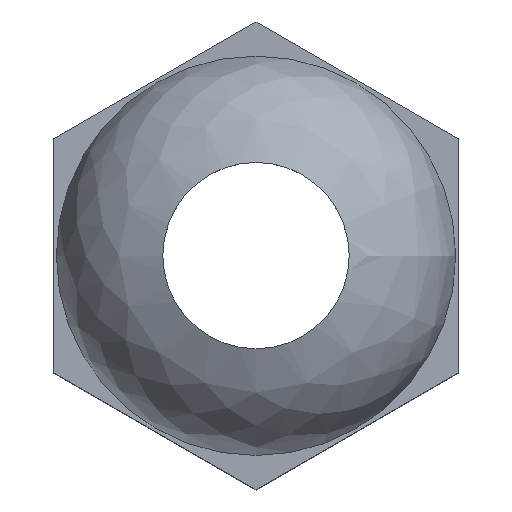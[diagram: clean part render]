
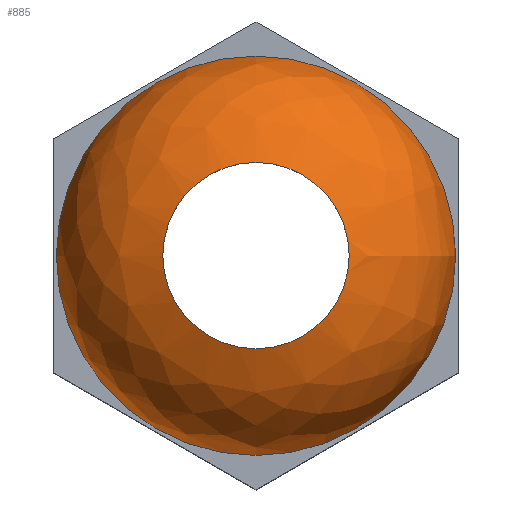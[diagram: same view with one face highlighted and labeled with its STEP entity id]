
A CAD part, top view. The second image highlights one B-rep face of the part: STEP entity #885.
In plain terms, the highlighted free-form (B-spline) face has degree [2, 2] with [7, 9] control points.
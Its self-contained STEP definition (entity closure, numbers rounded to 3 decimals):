
#14=(
BOUNDED_CURVE()
B_SPLINE_CURVE(2,(#4439,#4440,#4441,#4442,#4443),.UNSPECIFIED.,.F.,.F.)
B_SPLINE_CURVE_WITH_KNOTS((3,2,3),(0.,0.645,
1.29),.UNSPECIFIED.)
CURVE()
GEOMETRIC_REPRESENTATION_ITEM()
RATIONAL_B_SPLINE_CURVE((0.9,0.9,1.,0.9,
0.9))
REPRESENTATION_ITEM('')
);
#16=(
BOUNDED_SURFACE()
B_SPLINE_SURFACE(2,2,((#4376,#4377,#4378,#4379,#4380,#4381,#4382,#4383,
#4384),(#4385,#4386,#4387,#4388,#4389,#4390,#4391,#4392,#4393),(#4394,#4395,
#4396,#4397,#4398,#4399,#4400,#4401,#4402),(#4403,#4404,#4405,#4406,#4407,
#4408,#4409,#4410,#4411),(#4412,#4413,#4414,#4415,#4416,#4417,#4418,#4419,
#4420),(#4421,#4422,#4423,#4424,#4425,#4426,#4427,#4428,#4429),(#4430,#4431,
#4432,#4433,#4434,#4435,#4436,#4437,#4438)),.UNSPECIFIED.,.F.,.T.,.F.)
B_SPLINE_SURFACE_WITH_KNOTS((3,2,2,3),(3,2,2,2,3),(-1.934,-0.645,
0.645,1.934),(0.,1.571,3.142,
4.712,6.283),.UNSPECIFIED.)
GEOMETRIC_REPRESENTATION_ITEM()
RATIONAL_B_SPLINE_SURFACE(((1.,0.707,1.,0.707,1.,
0.707,1.,0.707,1.),(0.799,0.565,
0.799,0.565,0.799,0.565,0.799,
0.565,0.799),(1.,0.707,1.,0.707,
1.,0.707,1.,0.707,1.),(0.799,0.565,
0.799,0.565,0.799,0.565,
0.799,0.565,0.799),(1.,0.707,
1.,0.707,1.,0.707,1.,0.707,1.),(0.799,
0.565,0.799,0.565,0.799,0.565,
0.799,0.565,0.799),(1.,0.707,
1.,0.707,1.,0.707,1.,0.707,1.)))
REPRESENTATION_ITEM('')
SURFACE()
);
#96=FACE_OUTER_BOUND('',#150,.T.);
#150=EDGE_LOOP('',(#807,#808,#809,#810,#811));
#163=CIRCLE('',#954,7.096);
#166=CIRCLE('',#959,3.311);
#167=CIRCLE('',#960,3.311);
#417=VERTEX_POINT('',#4295);
#420=VERTEX_POINT('',#4371);
#421=VERTEX_POINT('',#4372);
#544=EDGE_CURVE('',#417,#417,#163,.T.);
#548=EDGE_CURVE('',#420,#421,#166,.F.);
#550=EDGE_CURVE('',#421,#420,#167,.F.);
#551=EDGE_CURVE('',#417,#421,#14,.T.);
#807=ORIENTED_EDGE('',*,*,#544,.F.);
#808=ORIENTED_EDGE('',*,*,#551,.T.);
#809=ORIENTED_EDGE('',*,*,#550,.T.);
#810=ORIENTED_EDGE('',*,*,#548,.T.);
#811=ORIENTED_EDGE('',*,*,#551,.F.);
#885=ADVANCED_FACE('',(#96),#16,.F.);
#954=AXIS2_PLACEMENT_3D('',#4296,#1125,#1126);
#959=AXIS2_PLACEMENT_3D('',#4373,#1135,#1136);
#960=AXIS2_PLACEMENT_3D('',#4375,#1138,#1139);
#1125=DIRECTION('center_axis',(0.,0.,-1.));
#1126=DIRECTION('ref_axis',(1.,0.,0.));
#1135=DIRECTION('center_axis',(0.,0.,1.));
#1136=DIRECTION('ref_axis',(0.,1.,0.));
#1138=DIRECTION('center_axis',(0.,0.,1.));
#1139=DIRECTION('ref_axis',(0.,1.,0.));
#4295=CARTESIAN_POINT('',(-8.056,0.388,29.406));
#4296=CARTESIAN_POINT('Origin',(-15.152,0.388,29.406));
#4371=CARTESIAN_POINT('',(-15.152,-2.923,33.98));
#4372=CARTESIAN_POINT('',(-11.841,0.388,33.98));
#4373=CARTESIAN_POINT('Origin',(-15.152,0.388,33.98));
#4375=CARTESIAN_POINT('Origin',(-15.152,0.388,33.98));
#4376=CARTESIAN_POINT('Ctrl Pts',(-15.152,0.388,33.855));
#4377=CARTESIAN_POINT('Ctrl Pts',(-15.152,0.388,33.855));
#4378=CARTESIAN_POINT('Ctrl Pts',(-15.152,0.388,33.855));
#4379=CARTESIAN_POINT('Ctrl Pts',(-15.152,0.388,33.855));
#4380=CARTESIAN_POINT('Ctrl Pts',(-15.152,0.388,33.855));
#4381=CARTESIAN_POINT('Ctrl Pts',(-15.152,0.388,33.855));
#4382=CARTESIAN_POINT('Ctrl Pts',(-15.152,0.388,33.855));
#4383=CARTESIAN_POINT('Ctrl Pts',(-15.152,0.388,33.855));
#4384=CARTESIAN_POINT('Ctrl Pts',(-15.152,0.388,33.855));
#4385=CARTESIAN_POINT('Ctrl Pts',(-11.472,0.388,35.127));
#4386=CARTESIAN_POINT('Ctrl Pts',(-11.472,-3.292,35.127));
#4387=CARTESIAN_POINT('Ctrl Pts',(-15.152,-3.292,35.127));
#4388=CARTESIAN_POINT('Ctrl Pts',(-18.832,-3.292,35.127));
#4389=CARTESIAN_POINT('Ctrl Pts',(-18.832,0.388,35.127));
#4390=CARTESIAN_POINT('Ctrl Pts',(-18.832,4.068,35.127));
#4391=CARTESIAN_POINT('Ctrl Pts',(-15.152,4.068,35.127));
#4392=CARTESIAN_POINT('Ctrl Pts',(-11.472,4.068,35.127));
#4393=CARTESIAN_POINT('Ctrl Pts',(-11.472,0.388,35.127));
#4394=CARTESIAN_POINT('Ctrl Pts',(-9.107,0.388,32.266));
#4395=CARTESIAN_POINT('Ctrl Pts',(-9.107,-5.657,32.266));
#4396=CARTESIAN_POINT('Ctrl Pts',(-15.152,-5.657,32.266));
#4397=CARTESIAN_POINT('Ctrl Pts',(-21.197,-5.657,32.266));
#4398=CARTESIAN_POINT('Ctrl Pts',(-21.197,0.388,32.266));
#4399=CARTESIAN_POINT('Ctrl Pts',(-21.197,6.433,32.266));
#4400=CARTESIAN_POINT('Ctrl Pts',(-15.152,6.433,32.266));
#4401=CARTESIAN_POINT('Ctrl Pts',(-9.107,6.433,32.266));
#4402=CARTESIAN_POINT('Ctrl Pts',(-9.107,0.388,32.266));
#4403=CARTESIAN_POINT('Ctrl Pts',(-6.741,0.388,29.406));
#4404=CARTESIAN_POINT('Ctrl Pts',(-6.741,-8.023,29.406));
#4405=CARTESIAN_POINT('Ctrl Pts',(-15.152,-8.023,29.406));
#4406=CARTESIAN_POINT('Ctrl Pts',(-23.563,-8.023,29.406));
#4407=CARTESIAN_POINT('Ctrl Pts',(-23.563,0.388,29.406));
#4408=CARTESIAN_POINT('Ctrl Pts',(-23.563,8.799,29.406));
#4409=CARTESIAN_POINT('Ctrl Pts',(-15.152,8.799,29.406));
#4410=CARTESIAN_POINT('Ctrl Pts',(-6.741,8.799,29.406));
#4411=CARTESIAN_POINT('Ctrl Pts',(-6.741,0.388,29.406));
#4412=CARTESIAN_POINT('Ctrl Pts',(-9.107,0.388,26.546));
#4413=CARTESIAN_POINT('Ctrl Pts',(-9.107,-5.657,26.546));
#4414=CARTESIAN_POINT('Ctrl Pts',(-15.152,-5.657,26.546));
#4415=CARTESIAN_POINT('Ctrl Pts',(-21.197,-5.657,26.546));
#4416=CARTESIAN_POINT('Ctrl Pts',(-21.197,0.388,26.546));
#4417=CARTESIAN_POINT('Ctrl Pts',(-21.197,6.433,26.546));
#4418=CARTESIAN_POINT('Ctrl Pts',(-15.152,6.433,26.546));
#4419=CARTESIAN_POINT('Ctrl Pts',(-9.107,6.433,26.546));
#4420=CARTESIAN_POINT('Ctrl Pts',(-9.107,0.388,26.546));
#4421=CARTESIAN_POINT('Ctrl Pts',(-11.472,0.388,23.685));
#4422=CARTESIAN_POINT('Ctrl Pts',(-11.472,-3.292,23.685));
#4423=CARTESIAN_POINT('Ctrl Pts',(-15.152,-3.292,23.685));
#4424=CARTESIAN_POINT('Ctrl Pts',(-18.832,-3.292,23.685));
#4425=CARTESIAN_POINT('Ctrl Pts',(-18.832,0.388,23.685));
#4426=CARTESIAN_POINT('Ctrl Pts',(-18.832,4.068,23.685));
#4427=CARTESIAN_POINT('Ctrl Pts',(-15.152,4.068,23.685));
#4428=CARTESIAN_POINT('Ctrl Pts',(-11.472,4.068,23.685));
#4429=CARTESIAN_POINT('Ctrl Pts',(-11.472,0.388,23.685));
#4430=CARTESIAN_POINT('Ctrl Pts',(-15.152,0.388,24.957));
#4431=CARTESIAN_POINT('Ctrl Pts',(-15.152,0.388,24.957));
#4432=CARTESIAN_POINT('Ctrl Pts',(-15.152,0.388,24.957));
#4433=CARTESIAN_POINT('Ctrl Pts',(-15.152,0.388,24.957));
#4434=CARTESIAN_POINT('Ctrl Pts',(-15.152,0.388,24.957));
#4435=CARTESIAN_POINT('Ctrl Pts',(-15.152,0.388,24.957));
#4436=CARTESIAN_POINT('Ctrl Pts',(-15.152,0.388,24.957));
#4437=CARTESIAN_POINT('Ctrl Pts',(-15.152,0.388,24.957));
#4438=CARTESIAN_POINT('Ctrl Pts',(-15.152,0.388,24.957));
#4439=CARTESIAN_POINT('Ctrl Pts',(-8.056,0.388,29.406));
#4440=CARTESIAN_POINT('Ctrl Pts',(-8.056,0.388,30.996));
#4441=CARTESIAN_POINT('Ctrl Pts',(-9.107,0.388,32.266));
#4442=CARTESIAN_POINT('Ctrl Pts',(-10.159,0.388,33.539));
#4443=CARTESIAN_POINT('Ctrl Pts',(-11.841,0.388,33.98));
